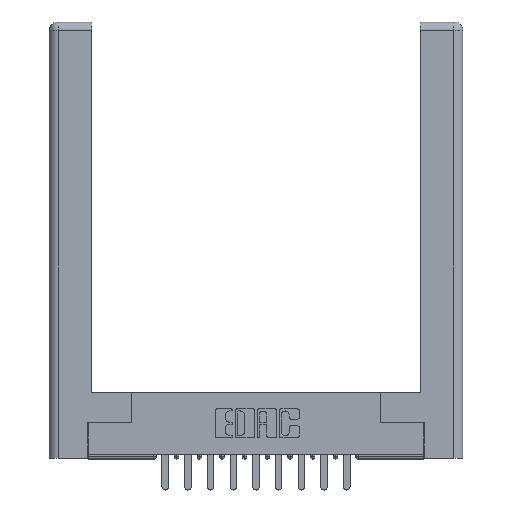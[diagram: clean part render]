
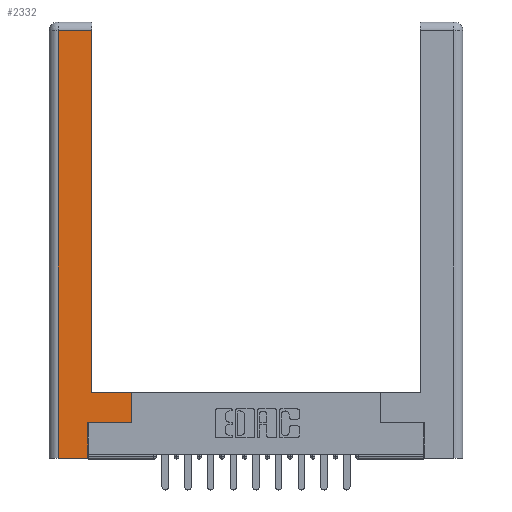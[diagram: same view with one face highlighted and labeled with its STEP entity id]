
A CAD part, top view. The second image highlights one B-rep face of the part: STEP entity #2332.
In plain terms, the highlighted planar face has unit normal (0, 0, 1).
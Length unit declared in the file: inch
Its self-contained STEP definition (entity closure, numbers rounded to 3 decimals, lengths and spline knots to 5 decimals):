
#15 = CARTESIAN_POINT ( 'NONE',  ( 0.565, 0.45, 0. ) ) ;
#19 = LINE ( 'NONE', #12820, #5306 ) ;
#154 = CARTESIAN_POINT ( 'NONE',  ( 0.565, 0.245, 0. ) ) ;
#344 = DIRECTION ( 'NONE',  ( 0., -1., 0. ) ) ;
#497 = ORIENTED_EDGE ( 'NONE', *, *, #5348, .T. ) ;
#714 = LINE ( 'NONE', #9219, #4615 ) ;
#719 = LINE ( 'NONE', #4265, #2675 ) ;
#755 = EDGE_CURVE ( 'NONE', #9726, #877, #13046, .T. ) ;
#767 = DIRECTION ( 'NONE',  ( -1., 0., 0. ) ) ;
#877 = VERTEX_POINT ( 'NONE', #15 ) ;
#1842 = ORIENTED_EDGE ( 'NONE', *, *, #4084, .T. ) ;
#2010 = ORIENTED_EDGE ( 'NONE', *, *, #6252, .T. ) ;
#2012 = ORIENTED_EDGE ( 'NONE', *, *, #5595, .T. ) ;
#2332 = ADVANCED_FACE ( 'NONE', ( #14189 ), #3928, .F. ) ;
#2527 = ORIENTED_EDGE ( 'NONE', *, *, #15839, .T. ) ;
#2675 = VECTOR ( 'NONE', #767, 39.37008 ) ;
#2879 = VECTOR ( 'NONE', #15949, 39.37008 ) ;
#2880 = CARTESIAN_POINT ( 'NONE',  ( 0., 0., 0. ) ) ;
#3042 = CARTESIAN_POINT ( 'NONE',  ( 0.295, 3., 0. ) ) ;
#3401 = DIRECTION ( 'NONE',  ( 1., 0., 0. ) ) ;
#3928 = PLANE ( 'NONE',  #10747 ) ;
#4084 = EDGE_CURVE ( 'NONE', #16113, #5689, #7230, .T. ) ;
#4265 = CARTESIAN_POINT ( 'NONE',  ( 0.0615, 2.94, 0. ) ) ;
#4615 = VECTOR ( 'NONE', #6890, 39.37008 ) ;
#4691 = ORIENTED_EDGE ( 'NONE', *, *, #15166, .T. ) ;
#4813 = CARTESIAN_POINT ( 'NONE',  ( 0.0615, 0., 0. ) ) ;
#5306 = VECTOR ( 'NONE', #14313, 39.37008 ) ;
#5348 = EDGE_CURVE ( 'NONE', #9967, #9726, #6207, .T. ) ;
#5595 = EDGE_CURVE ( 'NONE', #877, #16113, #714, .T. ) ;
#5689 = VERTEX_POINT ( 'NONE', #13338 ) ;
#5912 = CARTESIAN_POINT ( 'NONE',  ( 0.265, 0., 0. ) ) ;
#5925 = EDGE_LOOP ( 'NONE', ( #1842, #15285, #4691, #2010, #2527, #497, #16247, #2012 ) ) ;
#6071 = CARTESIAN_POINT ( 'NONE',  ( 0.265, 0., 0. ) ) ;
#6207 = LINE ( 'NONE', #14593, #2879 ) ;
#6252 = EDGE_CURVE ( 'NONE', #11339, #8866, #10302, .T. ) ;
#6890 = DIRECTION ( 'NONE',  ( -1., 0., 0. ) ) ;
#7230 = LINE ( 'NONE', #3042, #10796 ) ;
#8083 = VECTOR ( 'NONE', #344, 39.37008 ) ;
#8866 = VERTEX_POINT ( 'NONE', #6071 ) ;
#8937 = VECTOR ( 'NONE', #3401, 39.37008 ) ;
#9219 = CARTESIAN_POINT ( 'NONE',  ( 0.295, 0.45, 0. ) ) ;
#9340 = CARTESIAN_POINT ( 'NONE',  ( 0.0615, 0., 0. ) ) ;
#9411 = DIRECTION ( 'NONE',  ( -1., 0., 0. ) ) ;
#9726 = VERTEX_POINT ( 'NONE', #154 ) ;
#9967 = VERTEX_POINT ( 'NONE', #10969 ) ;
#10302 = LINE ( 'NONE', #5912, #8937 ) ;
#10434 = CARTESIAN_POINT ( 'NONE',  ( 0.295, 0.45, 0. ) ) ;
#10747 = AXIS2_PLACEMENT_3D ( 'NONE', #2880, #15549, #9411 ) ;
#10796 = VECTOR ( 'NONE', #11849, 39.37008 ) ;
#10969 = CARTESIAN_POINT ( 'NONE',  ( 0.265, 0.245, 0. ) ) ;
#11339 = VERTEX_POINT ( 'NONE', #4813 ) ;
#11849 = DIRECTION ( 'NONE',  ( 0., 1., 0. ) ) ;
#12042 = CARTESIAN_POINT ( 'NONE',  ( 0.0615, 2.94, 0. ) ) ;
#12257 = VERTEX_POINT ( 'NONE', #12042 ) ;
#12820 = CARTESIAN_POINT ( 'NONE',  ( 0.265, 0.245, 0. ) ) ;
#13046 = LINE ( 'NONE', #14226, #15995 ) ;
#13215 = LINE ( 'NONE', #9340, #8083 ) ;
#13338 = CARTESIAN_POINT ( 'NONE',  ( 0.295, 2.94, 0. ) ) ;
#13682 = EDGE_CURVE ( 'NONE', #5689, #12257, #719, .T. ) ;
#14189 = FACE_OUTER_BOUND ( 'NONE', #5925, .T. ) ;
#14226 = CARTESIAN_POINT ( 'NONE',  ( 0.565, 0.45, 0. ) ) ;
#14313 = DIRECTION ( 'NONE',  ( 0., 1., 0. ) ) ;
#14593 = CARTESIAN_POINT ( 'NONE',  ( 0.565, 0.245, 0. ) ) ;
#15166 = EDGE_CURVE ( 'NONE', #12257, #11339, #13215, .T. ) ;
#15285 = ORIENTED_EDGE ( 'NONE', *, *, #13682, .T. ) ;
#15549 = DIRECTION ( 'NONE',  ( 0., 0., -1. ) ) ;
#15839 = EDGE_CURVE ( 'NONE', #8866, #9967, #19, .T. ) ;
#15949 = DIRECTION ( 'NONE',  ( 1., 0., 0. ) ) ;
#15995 = VECTOR ( 'NONE', #16084, 39.37008 ) ;
#16084 = DIRECTION ( 'NONE',  ( 0., 1., 0. ) ) ;
#16113 = VERTEX_POINT ( 'NONE', #10434 ) ;
#16247 = ORIENTED_EDGE ( 'NONE', *, *, #755, .T. ) ;
